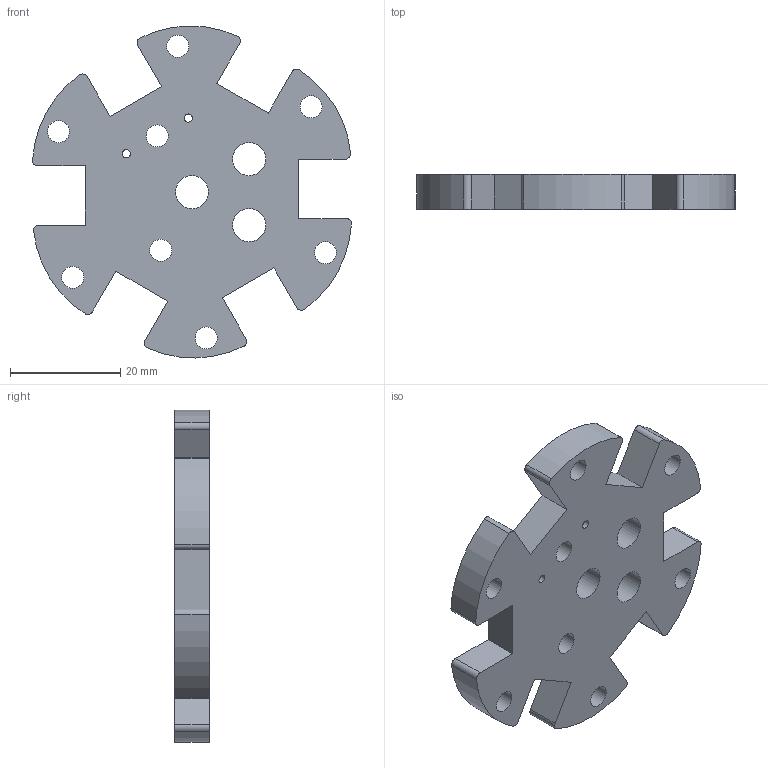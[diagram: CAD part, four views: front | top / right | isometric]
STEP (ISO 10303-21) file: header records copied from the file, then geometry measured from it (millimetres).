
FILE_DESCRIPTION(/* description */ (''),/* implementation_level */ '2;1');
FILE_NAME(/* name */ 'c4d49d69-3929-45c9-886d-ab0b735b1d39.stp',/* time_stamp */ '2016-08-08T13:51:57-07:00',/* author */ (''),/* organization */ (''),/* preprocessor_version */ 'ST-DEVELOPER v16.5',/* originating_system */ 'Autodesk Translation Framework v5.1.0.3141',/* authorisation */ '');
FILE_SCHEMA (('AUTOMOTIVE_DESIGN { 1 0 10303 214 3 1 1 }'));
Length unit declared in the file: centimetre
Products named in the file (1): Final Hub (2)
Bounding box: 57.95 x 6.35 x 60.32 mm (x, y, z)
Volume: 12363.4 mm3; surface area: 6828.6 mm2
Topology: 1 solids, 1 shells, 51 faces, 147 edges, 98 vertices
Faces by surface type: cylinder 31, plane 20
Full cylindrical faces by diameter (mm): 1.5 x2, 4 x8, 6 x3
Entity records: 1721 total; most frequent: DIRECTION 300, CARTESIAN_POINT 284, ORIENTED_EDGE 268, EDGE_CURVE 134, AXIS2_PLACEMENT_3D 114, VERTEX_POINT 98, EDGE_LOOP 90, LINE 72
